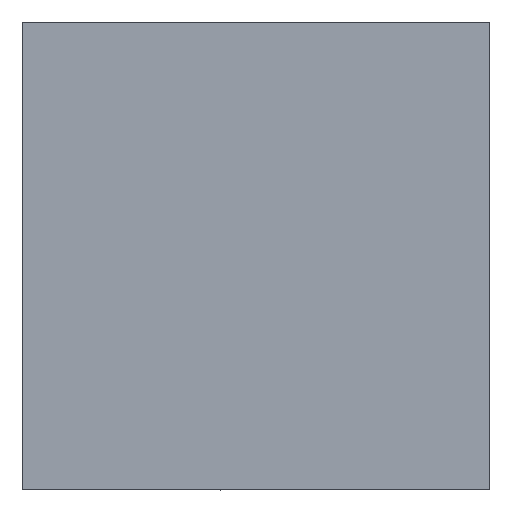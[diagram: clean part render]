
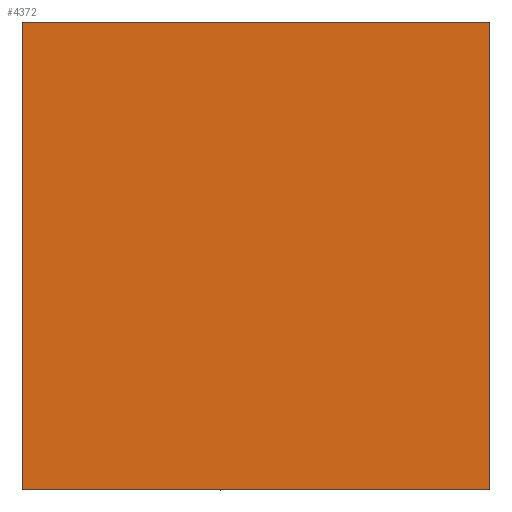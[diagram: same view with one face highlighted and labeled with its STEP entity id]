
A CAD part, front view. The second image highlights one B-rep face of the part: STEP entity #4372.
In plain terms, the highlighted planar face has unit normal (0, -1, 0).
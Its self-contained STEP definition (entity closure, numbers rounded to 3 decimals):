
#665=ORIENTED_EDGE('',*,*,#1725,.F.);
#666=ORIENTED_EDGE('',*,*,#1726,.F.);
#667=ORIENTED_EDGE('',*,*,#1727,.F.);
#668=ORIENTED_EDGE('',*,*,#1728,.F.);
#1725=EDGE_CURVE('',#2280,#2281,#2755,.T.);
#1726=EDGE_CURVE('',#2282,#2280,#2756,.T.);
#1727=EDGE_CURVE('',#2283,#2282,#2757,.T.);
#1728=EDGE_CURVE('',#2281,#2283,#2758,.T.);
#2280=VERTEX_POINT('',#7388);
#2281=VERTEX_POINT('',#7389);
#2282=VERTEX_POINT('',#7391);
#2283=VERTEX_POINT('',#7393);
#2755=LINE('',#7387,#3305);
#2756=LINE('',#7390,#3306);
#2757=LINE('',#7392,#3307);
#2758=LINE('',#7394,#3308);
#3305=VECTOR('',#6134,1000.);
#3306=VECTOR('',#6135,1000.);
#3307=VECTOR('',#6136,1000.);
#3308=VECTOR('',#6137,1000.);
#3716=EDGE_LOOP('',(#665,#666,#667,#668));
#3952=FACE_BOUND('',#3716,.T.);
#4167=PLANE('',#5439);
#4372=ADVANCED_FACE('',(#3952),#4167,.F.);
#5439=AXIS2_PLACEMENT_3D('',#7386,#6132,#6133);
#6132=DIRECTION('',(0.,1.,0.));
#6133=DIRECTION('',(0.,0.,1.));
#6134=DIRECTION('',(0.,0.,1.));
#6135=DIRECTION('',(-1.,0.,0.));
#6136=DIRECTION('',(0.,0.,-1.));
#6137=DIRECTION('',(1.,0.,0.));
#7386=CARTESIAN_POINT('',(0.,0.,0.));
#7387=CARTESIAN_POINT('',(-1.,0.,-1.));
#7388=CARTESIAN_POINT('',(-1.,0.,-1.));
#7389=CARTESIAN_POINT('',(-1.,0.,1.));
#7390=CARTESIAN_POINT('',(1.,0.,-1.));
#7391=CARTESIAN_POINT('',(1.,0.,-1.));
#7392=CARTESIAN_POINT('',(1.,0.,1.));
#7393=CARTESIAN_POINT('',(1.,0.,1.));
#7394=CARTESIAN_POINT('',(-1.,0.,1.));
